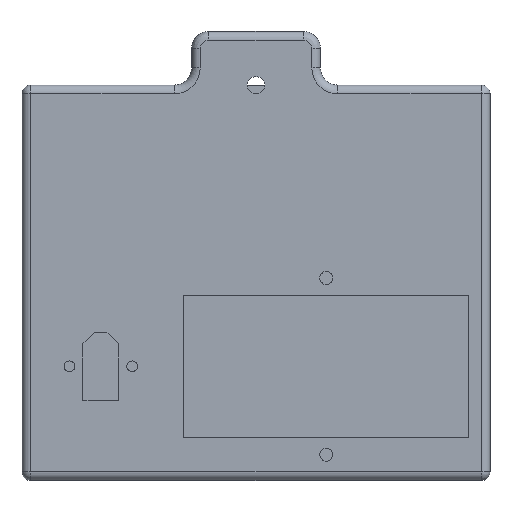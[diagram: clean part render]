
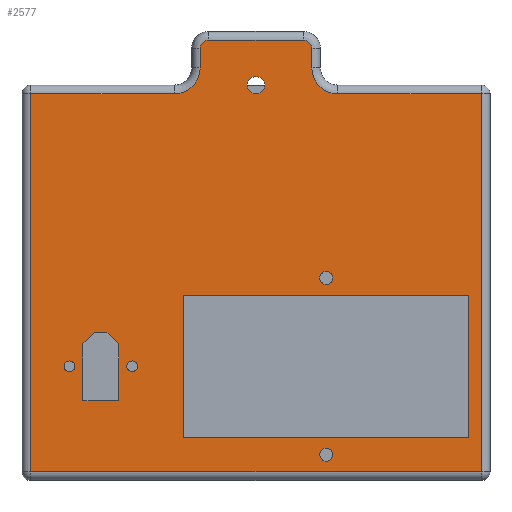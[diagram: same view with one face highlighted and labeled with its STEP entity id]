
A CAD part, front view. The second image highlights one B-rep face of the part: STEP entity #2577.
In plain terms, the highlighted planar face has unit normal (0, -1, 0).
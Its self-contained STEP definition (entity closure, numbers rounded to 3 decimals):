
#22=FACE_BOUND('',#343,.T.);
#23=FACE_BOUND('',#344,.T.);
#24=FACE_BOUND('',#345,.T.);
#25=FACE_BOUND('',#346,.T.);
#26=FACE_BOUND('',#347,.T.);
#27=FACE_BOUND('',#348,.T.);
#28=FACE_BOUND('',#349,.T.);
#64=PLANE('',#2788);
#181=FACE_OUTER_BOUND('',#342,.T.);
#342=EDGE_LOOP('',(#1934,#1935,#1936,#1937,#1938,#1939,#1940,#1941,#1942,
#1943,#1944,#1945));
#343=EDGE_LOOP('',(#1946));
#344=EDGE_LOOP('',(#1947));
#345=EDGE_LOOP('',(#1948,#1949,#1950,#1951));
#346=EDGE_LOOP('',(#1952,#1953));
#347=EDGE_LOOP('',(#1954));
#348=EDGE_LOOP('',(#1955));
#349=EDGE_LOOP('',(#1956,#1957,#1958,#1959,#1960,#1961));
#566=LINE('',#4131,#800);
#568=LINE('',#4136,#802);
#569=LINE('',#4138,#803);
#570=LINE('',#4142,#804);
#571=LINE('',#4146,#805);
#572=LINE('',#4150,#806);
#573=LINE('',#4154,#807);
#574=LINE('',#4156,#808);
#575=LINE('',#4157,#809);
#576=LINE('',#4163,#810);
#577=LINE('',#4165,#811);
#578=LINE('',#4166,#812);
#579=LINE('',#4177,#813);
#580=LINE('',#4179,#814);
#581=LINE('',#4181,#815);
#582=LINE('',#4183,#816);
#583=LINE('',#4185,#817);
#584=LINE('',#4186,#818);
#800=VECTOR('',#3282,10.);
#802=VECTOR('',#3286,10.);
#803=VECTOR('',#3287,10.);
#804=VECTOR('',#3290,10.);
#805=VECTOR('',#3293,10.);
#806=VECTOR('',#3296,10.);
#807=VECTOR('',#3299,10.);
#808=VECTOR('',#3300,10.);
#809=VECTOR('',#3301,10.);
#810=VECTOR('',#3306,10.);
#811=VECTOR('',#3307,10.);
#812=VECTOR('',#3308,10.);
#813=VECTOR('',#3317,10.);
#814=VECTOR('',#3318,10.);
#815=VECTOR('',#3319,10.);
#816=VECTOR('',#3320,10.);
#817=VECTOR('',#3321,10.);
#818=VECTOR('',#3322,10.);
#970=CIRCLE('',#2789,6.);
#971=CIRCLE('',#2790,2.);
#972=CIRCLE('',#2791,2.);
#973=CIRCLE('',#2792,6.);
#974=CIRCLE('',#2793,1.25);
#975=CIRCLE('',#2794,1.25);
#976=CIRCLE('',#2795,2.);
#977=CIRCLE('',#2796,2.);
#978=CIRCLE('',#2797,1.5);
#979=CIRCLE('',#2798,1.5);
#1172=VERTEX_POINT('',#4128);
#1173=VERTEX_POINT('',#4130);
#1174=VERTEX_POINT('',#4134);
#1175=VERTEX_POINT('',#4135);
#1176=VERTEX_POINT('',#4137);
#1177=VERTEX_POINT('',#4139);
#1178=VERTEX_POINT('',#4141);
#1179=VERTEX_POINT('',#4143);
#1180=VERTEX_POINT('',#4145);
#1181=VERTEX_POINT('',#4147);
#1182=VERTEX_POINT('',#4149);
#1183=VERTEX_POINT('',#4151);
#1184=VERTEX_POINT('',#4153);
#1185=VERTEX_POINT('',#4155);
#1186=VERTEX_POINT('',#4158);
#1187=VERTEX_POINT('',#4160);
#1188=VERTEX_POINT('',#4162);
#1189=VERTEX_POINT('',#4164);
#1190=VERTEX_POINT('',#4167);
#1191=VERTEX_POINT('',#4168);
#1192=VERTEX_POINT('',#4171);
#1193=VERTEX_POINT('',#4173);
#1194=VERTEX_POINT('',#4175);
#1195=VERTEX_POINT('',#4176);
#1196=VERTEX_POINT('',#4178);
#1197=VERTEX_POINT('',#4180);
#1198=VERTEX_POINT('',#4182);
#1199=VERTEX_POINT('',#4184);
#1451=EDGE_CURVE('',#1173,#1172,#566,.T.);
#1453=EDGE_CURVE('',#1174,#1175,#568,.T.);
#1454=EDGE_CURVE('',#1176,#1174,#569,.T.);
#1455=EDGE_CURVE('',#1177,#1176,#970,.T.);
#1456=EDGE_CURVE('',#1178,#1177,#570,.T.);
#1457=EDGE_CURVE('',#1179,#1178,#971,.T.);
#1458=EDGE_CURVE('',#1180,#1179,#571,.T.);
#1459=EDGE_CURVE('',#1181,#1180,#972,.T.);
#1460=EDGE_CURVE('',#1182,#1181,#572,.T.);
#1461=EDGE_CURVE('',#1183,#1182,#973,.T.);
#1462=EDGE_CURVE('',#1184,#1183,#573,.T.);
#1463=EDGE_CURVE('',#1185,#1184,#574,.T.);
#1464=EDGE_CURVE('',#1175,#1185,#575,.T.);
#1465=EDGE_CURVE('',#1186,#1186,#974,.T.);
#1466=EDGE_CURVE('',#1187,#1187,#975,.T.);
#1467=EDGE_CURVE('',#1188,#1173,#576,.T.);
#1468=EDGE_CURVE('',#1172,#1189,#577,.T.);
#1469=EDGE_CURVE('',#1189,#1188,#578,.T.);
#1470=EDGE_CURVE('',#1190,#1191,#976,.T.);
#1471=EDGE_CURVE('',#1191,#1190,#977,.T.);
#1472=EDGE_CURVE('',#1192,#1192,#978,.T.);
#1473=EDGE_CURVE('',#1193,#1193,#979,.T.);
#1474=EDGE_CURVE('',#1194,#1195,#579,.T.);
#1475=EDGE_CURVE('',#1195,#1196,#580,.T.);
#1476=EDGE_CURVE('',#1196,#1197,#581,.T.);
#1477=EDGE_CURVE('',#1197,#1198,#582,.T.);
#1478=EDGE_CURVE('',#1198,#1199,#583,.T.);
#1479=EDGE_CURVE('',#1199,#1194,#584,.T.);
#1934=ORIENTED_EDGE('',*,*,#1453,.F.);
#1935=ORIENTED_EDGE('',*,*,#1454,.F.);
#1936=ORIENTED_EDGE('',*,*,#1455,.F.);
#1937=ORIENTED_EDGE('',*,*,#1456,.F.);
#1938=ORIENTED_EDGE('',*,*,#1457,.F.);
#1939=ORIENTED_EDGE('',*,*,#1458,.F.);
#1940=ORIENTED_EDGE('',*,*,#1459,.F.);
#1941=ORIENTED_EDGE('',*,*,#1460,.F.);
#1942=ORIENTED_EDGE('',*,*,#1461,.F.);
#1943=ORIENTED_EDGE('',*,*,#1462,.F.);
#1944=ORIENTED_EDGE('',*,*,#1463,.F.);
#1945=ORIENTED_EDGE('',*,*,#1464,.F.);
#1946=ORIENTED_EDGE('',*,*,#1465,.T.);
#1947=ORIENTED_EDGE('',*,*,#1466,.T.);
#1948=ORIENTED_EDGE('',*,*,#1467,.T.);
#1949=ORIENTED_EDGE('',*,*,#1451,.T.);
#1950=ORIENTED_EDGE('',*,*,#1468,.T.);
#1951=ORIENTED_EDGE('',*,*,#1469,.T.);
#1952=ORIENTED_EDGE('',*,*,#1470,.T.);
#1953=ORIENTED_EDGE('',*,*,#1471,.T.);
#1954=ORIENTED_EDGE('',*,*,#1472,.T.);
#1955=ORIENTED_EDGE('',*,*,#1473,.T.);
#1956=ORIENTED_EDGE('',*,*,#1474,.T.);
#1957=ORIENTED_EDGE('',*,*,#1475,.T.);
#1958=ORIENTED_EDGE('',*,*,#1476,.T.);
#1959=ORIENTED_EDGE('',*,*,#1477,.T.);
#1960=ORIENTED_EDGE('',*,*,#1478,.T.);
#1961=ORIENTED_EDGE('',*,*,#1479,.T.);
#2577=ADVANCED_FACE('',(#181,#22,#23,#24,#25,#26,#27,#28),#64,.T.);
#2788=AXIS2_PLACEMENT_3D('',#4133,#3284,#3285);
#2789=AXIS2_PLACEMENT_3D('',#4140,#3288,#3289);
#2790=AXIS2_PLACEMENT_3D('',#4144,#3291,#3292);
#2791=AXIS2_PLACEMENT_3D('',#4148,#3294,#3295);
#2792=AXIS2_PLACEMENT_3D('',#4152,#3297,#3298);
#2793=AXIS2_PLACEMENT_3D('',#4159,#3302,#3303);
#2794=AXIS2_PLACEMENT_3D('',#4161,#3304,#3305);
#2795=AXIS2_PLACEMENT_3D('',#4169,#3309,#3310);
#2796=AXIS2_PLACEMENT_3D('',#4170,#3311,#3312);
#2797=AXIS2_PLACEMENT_3D('',#4172,#3313,#3314);
#2798=AXIS2_PLACEMENT_3D('',#4174,#3315,#3316);
#3282=DIRECTION('',(1.,0.,0.));
#3284=DIRECTION('center_axis',(0.,-1.,0.));
#3285=DIRECTION('ref_axis',(1.,0.,0.));
#3286=DIRECTION('',(0.,0.,-1.));
#3287=DIRECTION('',(1.,0.,0.));
#3288=DIRECTION('center_axis',(0.,-1.,0.));
#3289=DIRECTION('ref_axis',(-0.707,0.,-0.707));
#3290=DIRECTION('',(0.,0.,-1.));
#3291=DIRECTION('center_axis',(0.,1.,0.));
#3292=DIRECTION('ref_axis',(0.707,0.,0.707));
#3293=DIRECTION('',(1.,0.,0.));
#3294=DIRECTION('center_axis',(0.,1.,0.));
#3295=DIRECTION('ref_axis',(-0.707,0.,0.707));
#3296=DIRECTION('',(0.,0.,1.));
#3297=DIRECTION('center_axis',(0.,-1.,0.));
#3298=DIRECTION('ref_axis',(0.707,0.,-0.707));
#3299=DIRECTION('',(1.,0.,0.));
#3300=DIRECTION('',(0.,0.,1.));
#3301=DIRECTION('',(-1.,0.,0.));
#3302=DIRECTION('center_axis',(0.,1.,0.));
#3303=DIRECTION('ref_axis',(1.,0.,0.));
#3304=DIRECTION('center_axis',(0.,1.,0.));
#3305=DIRECTION('ref_axis',(1.,0.,0.));
#3306=DIRECTION('',(0.,0.,1.));
#3307=DIRECTION('',(0.,0.,-1.));
#3308=DIRECTION('',(-1.,0.,0.));
#3309=DIRECTION('center_axis',(0.,1.,0.));
#3310=DIRECTION('ref_axis',(1.,0.,0.));
#3311=DIRECTION('center_axis',(0.,1.,0.));
#3312=DIRECTION('ref_axis',(1.,0.,0.));
#3313=DIRECTION('center_axis',(0.,1.,0.));
#3314=DIRECTION('ref_axis',(1.,0.,0.));
#3315=DIRECTION('center_axis',(0.,1.,0.));
#3316=DIRECTION('ref_axis',(1.,0.,0.));
#3317=DIRECTION('',(0.707,0.,0.707));
#3318=DIRECTION('',(1.,0.,0.));
#3319=DIRECTION('',(0.707,0.,-0.707));
#3320=DIRECTION('',(0.,0.,-1.));
#3321=DIRECTION('',(-1.,0.,0.));
#3322=DIRECTION('',(0.,0.,1.));
#4128=CARTESIAN_POINT('',(49.6,-24.5,3.6));
#4130=CARTESIAN_POINT('',(-16.9,-24.5,3.6));
#4131=CARTESIAN_POINT('',(-35.65,-24.5,3.6));
#4133=CARTESIAN_POINT('Origin',(-54.5,-24.5,0.));
#4134=CARTESIAN_POINT('',(52.5,-24.5,50.5));
#4135=CARTESIAN_POINT('',(52.5,-24.5,-37.6));
#4136=CARTESIAN_POINT('',(52.5,-24.5,0.));
#4137=CARTESIAN_POINT('',(19.,-24.5,50.5));
#4138=CARTESIAN_POINT('',(-27.25,-24.5,50.5));
#4139=CARTESIAN_POINT('',(13.,-24.5,56.5));
#4140=CARTESIAN_POINT('Origin',(19.,-24.5,56.5));
#4141=CARTESIAN_POINT('',(13.,-24.5,61.));
#4142=CARTESIAN_POINT('',(13.,-24.5,32.5));
#4143=CARTESIAN_POINT('',(11.,-24.5,63.));
#4144=CARTESIAN_POINT('Origin',(11.,-24.5,61.));
#4145=CARTESIAN_POINT('',(-11.,-24.5,63.));
#4146=CARTESIAN_POINT('',(-34.75,-24.5,63.));
#4147=CARTESIAN_POINT('',(-13.,-24.5,61.));
#4148=CARTESIAN_POINT('Origin',(-11.,-24.5,61.));
#4149=CARTESIAN_POINT('',(-13.,-24.5,56.5));
#4150=CARTESIAN_POINT('',(-13.,-24.5,26.25));
#4151=CARTESIAN_POINT('',(-19.,-24.5,50.5));
#4152=CARTESIAN_POINT('Origin',(-19.,-24.5,56.5));
#4153=CARTESIAN_POINT('',(-52.5,-24.5,50.5));
#4154=CARTESIAN_POINT('',(-27.25,-24.5,50.5));
#4155=CARTESIAN_POINT('',(-52.5,-24.5,-37.6));
#4156=CARTESIAN_POINT('',(-52.5,-24.5,0.));
#4157=CARTESIAN_POINT('',(-27.25,-24.5,-37.6));
#4158=CARTESIAN_POINT('',(-30.086,-24.5,-13.));
#4159=CARTESIAN_POINT('Origin',(-28.836,-24.5,-13.));
#4160=CARTESIAN_POINT('',(-44.714,-24.5,-13.));
#4161=CARTESIAN_POINT('Origin',(-43.464,-24.5,-13.));
#4162=CARTESIAN_POINT('',(-16.9,-24.5,-29.6));
#4163=CARTESIAN_POINT('',(-16.9,-24.5,1.75));
#4164=CARTESIAN_POINT('',(49.6,-24.5,-29.6));
#4165=CARTESIAN_POINT('',(49.6,-24.5,1.75));
#4166=CARTESIAN_POINT('',(-2.5,-24.5,-29.6));
#4167=CARTESIAN_POINT('',(2.,-24.5,52.5));
#4168=CARTESIAN_POINT('',(-2.,-24.5,52.5));
#4169=CARTESIAN_POINT('Origin',(0.,-24.5,52.5));
#4170=CARTESIAN_POINT('Origin',(0.,-24.5,52.5));
#4171=CARTESIAN_POINT('',(14.85,-24.5,-33.575));
#4172=CARTESIAN_POINT('Origin',(16.35,-24.5,-33.575));
#4173=CARTESIAN_POINT('',(14.85,-24.5,7.575));
#4174=CARTESIAN_POINT('Origin',(16.35,-24.5,7.575));
#4175=CARTESIAN_POINT('',(-40.314,-24.5,-7.755));
#4176=CARTESIAN_POINT('',(-37.591,-24.5,-5.033));
#4177=CARTESIAN_POINT('',(-41.907,-24.5,-9.348));
#4178=CARTESIAN_POINT('',(-34.709,-24.5,-5.033));
#4179=CARTESIAN_POINT('',(-46.025,-24.5,-5.033));
#4180=CARTESIAN_POINT('',(-31.986,-24.5,-7.755));
#4181=CARTESIAN_POINT('',(-40.9,-24.5,1.159));
#4182=CARTESIAN_POINT('',(-31.986,-24.5,-20.968));
#4183=CARTESIAN_POINT('',(-31.986,-24.5,-3.898));
#4184=CARTESIAN_POINT('',(-40.314,-24.5,-20.968));
#4185=CARTESIAN_POINT('',(-43.293,-24.5,-20.968));
#4186=CARTESIAN_POINT('',(-40.314,-24.5,-10.434));
